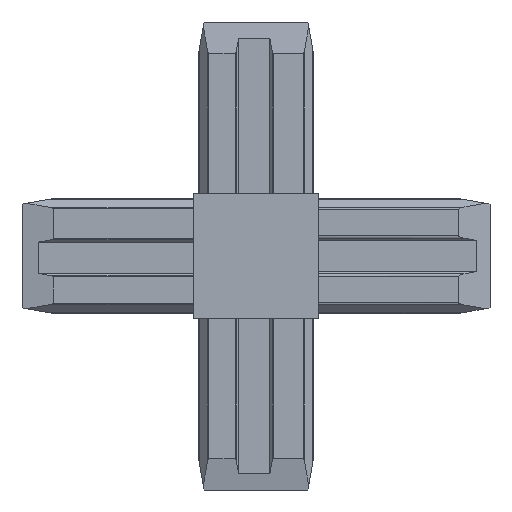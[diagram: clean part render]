
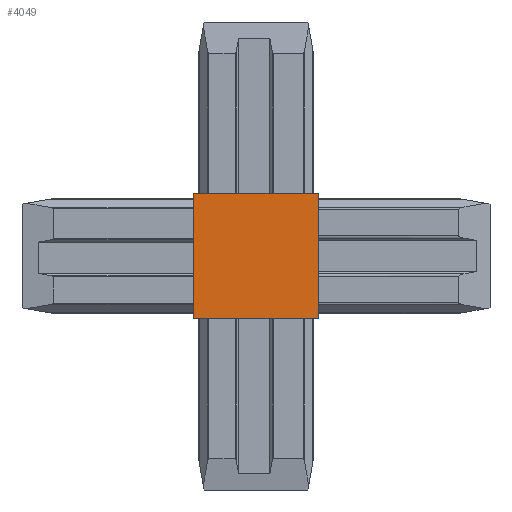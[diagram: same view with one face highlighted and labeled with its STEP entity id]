
A CAD part, left-side view. The second image highlights one B-rep face of the part: STEP entity #4049.
In plain terms, the highlighted planar face has unit normal (-1, 0, 0).
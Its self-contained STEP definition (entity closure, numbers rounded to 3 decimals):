
#102 = ORIENTED_EDGE ( 'NONE', *, *, #3160, .F. ) ;
#661 = CARTESIAN_POINT ( 'NONE',  ( -20., -20., 20. ) ) ;
#859 = VERTEX_POINT ( 'NONE', #8266 ) ;
#865 = CARTESIAN_POINT ( 'NONE',  ( -20., 20., -20. ) ) ;
#1439 = DIRECTION ( 'NONE',  ( 0., 0., -1. ) ) ;
#1488 = DIRECTION ( 'NONE',  ( 0., -1., 0. ) ) ;
#2079 = VERTEX_POINT ( 'NONE', #865 ) ;
#2148 = AXIS2_PLACEMENT_3D ( 'NONE', #4764, #3016, #1439 ) ;
#2177 = DIRECTION ( 'NONE',  ( 0., 0., -1. ) ) ;
#2358 = PLANE ( 'NONE',  #2148 ) ;
#2424 = CARTESIAN_POINT ( 'NONE',  ( -20., -20., -20. ) ) ;
#2986 = CARTESIAN_POINT ( 'NONE',  ( -20., 20., 20. ) ) ;
#3016 = DIRECTION ( 'NONE',  ( 1., 0., 0. ) ) ;
#3116 = EDGE_CURVE ( 'NONE', #7920, #2079, #7176, .T. ) ;
#3160 = EDGE_CURVE ( 'NONE', #859, #10686, #9691, .T. ) ;
#3287 = CARTESIAN_POINT ( 'NONE',  ( -20., 20., 20. ) ) ;
#4049 = ADVANCED_FACE ( 'NONE', ( #7203 ), #2358, .F. ) ;
#4296 = ORIENTED_EDGE ( 'NONE', *, *, #9862, .F. ) ;
#4531 = CARTESIAN_POINT ( 'NONE',  ( -20., -20., 20. ) ) ;
#4640 = ORIENTED_EDGE ( 'NONE', *, *, #6675, .T. ) ;
#4764 = CARTESIAN_POINT ( 'NONE',  ( -20., -20., 20. ) ) ;
#4917 = LINE ( 'NONE', #661, #9090 ) ;
#5684 = EDGE_LOOP ( 'NONE', ( #4640, #102, #4296, #6533 ) ) ;
#5758 = LINE ( 'NONE', #9003, #6062 ) ;
#6062 = VECTOR ( 'NONE', #1488, 1000. ) ;
#6533 = ORIENTED_EDGE ( 'NONE', *, *, #3116, .T. ) ;
#6580 = DIRECTION ( 'NONE',  ( 0., -1., 0. ) ) ;
#6675 = EDGE_CURVE ( 'NONE', #2079, #10686, #5758, .T. ) ;
#7176 = LINE ( 'NONE', #2986, #9845 ) ;
#7203 = FACE_OUTER_BOUND ( 'NONE', #5684, .T. ) ;
#7920 = VERTEX_POINT ( 'NONE', #3287 ) ;
#8266 = CARTESIAN_POINT ( 'NONE',  ( -20., -20., 20. ) ) ;
#8661 = DIRECTION ( 'NONE',  ( 0., 0., -1. ) ) ;
#9003 = CARTESIAN_POINT ( 'NONE',  ( -20., -20., -20. ) ) ;
#9090 = VECTOR ( 'NONE', #6580, 1000. ) ;
#9691 = LINE ( 'NONE', #4531, #10718 ) ;
#9845 = VECTOR ( 'NONE', #8661, 1000. ) ;
#9862 = EDGE_CURVE ( 'NONE', #7920, #859, #4917, .T. ) ;
#10686 = VERTEX_POINT ( 'NONE', #2424 ) ;
#10718 = VECTOR ( 'NONE', #2177, 1000. ) ;
